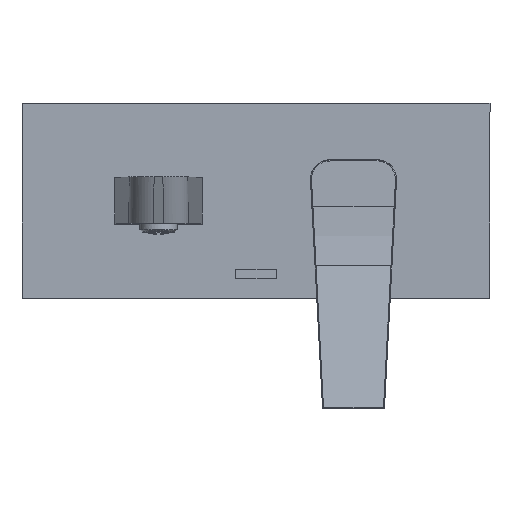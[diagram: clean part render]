
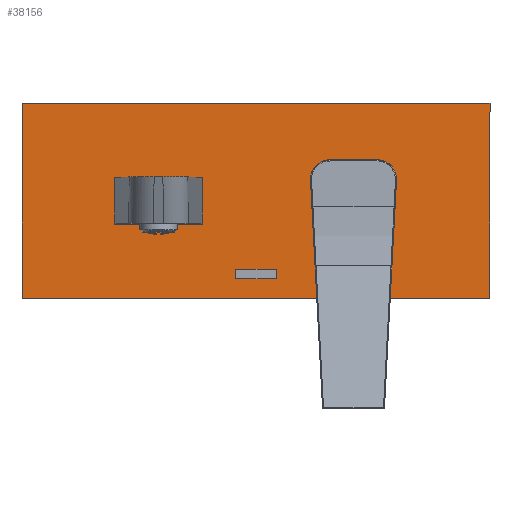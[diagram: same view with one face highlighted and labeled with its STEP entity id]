
A CAD part, top view. The second image highlights one B-rep face of the part: STEP entity #38156.
In plain terms, the highlighted planar face has unit normal (0, 0, 1).
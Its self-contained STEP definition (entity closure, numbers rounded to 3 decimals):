
#38 = CIRCLE ( 'NONE', #20015, 8.2 ) ;
#164 = DIRECTION ( 'NONE',  ( 0., 1., 0. ) ) ;
#512 = CARTESIAN_POINT ( 'NONE',  ( -170., 50., 52. ) ) ;
#1124 = CARTESIAN_POINT ( 'NONE',  ( 0., 21.25, 52. ) ) ;
#1229 = DIRECTION ( 'NONE',  ( 1., 0., 0. ) ) ;
#2145 = EDGE_CURVE ( 'NONE', #30359, #17938, #36817, .T. ) ;
#2603 = CARTESIAN_POINT ( 'NONE',  ( -115., -4., 52. ) ) ;
#3412 = CARTESIAN_POINT ( 'NONE',  ( -60.5, -35., 52. ) ) ;
#3552 = PLANE ( 'NONE',  #33419 ) ;
#3560 = VERTEX_POINT ( 'NONE', #25754 ) ;
#3609 = VECTOR ( 'NONE', #164, 1000. ) ;
#3857 = LINE ( 'NONE', #512, #10198 ) ;
#4033 = EDGE_CURVE ( 'NONE', #19659, #14352, #3857, .T. ) ;
#4161 = ORIENTED_EDGE ( 'NONE', *, *, #29065, .T. ) ;
#4167 = EDGE_CURVE ( 'NONE', #17938, #3560, #29396, .T. ) ;
#4769 = DIRECTION ( 'NONE',  ( 0., -1., 0. ) ) ;
#6235 = CARTESIAN_POINT ( 'NONE',  ( -39.5, 0., 52. ) ) ;
#6471 = VECTOR ( 'NONE', #9327, 1000. ) ;
#7742 = ORIENTED_EDGE ( 'NONE', *, *, #19127, .F. ) ;
#8223 = EDGE_LOOP ( 'NONE', ( #28787 ) ) ;
#8543 = VECTOR ( 'NONE', #14697, 1000. ) ;
#8732 = EDGE_LOOP ( 'NONE', ( #7742, #12596, #41195, #27293 ) ) ;
#9246 = CARTESIAN_POINT ( 'NONE',  ( -60.5, -40., 52. ) ) ;
#9327 = DIRECTION ( 'NONE',  ( -1., 0., 0. ) ) ;
#9329 = EDGE_CURVE ( 'NONE', #12692, #19659, #33676, .T. ) ;
#10198 = VECTOR ( 'NONE', #29285, 1000. ) ;
#11666 = EDGE_CURVE ( 'NONE', #39297, #12692, #16417, .T. ) ;
#12205 = DIRECTION ( 'NONE',  ( 0., 0., 1. ) ) ;
#12596 = ORIENTED_EDGE ( 'NONE', *, *, #40937, .F. ) ;
#12680 = DIRECTION ( 'NONE',  ( -1., 0., 0. ) ) ;
#12692 = VERTEX_POINT ( 'NONE', #39254 ) ;
#12751 = VECTOR ( 'NONE', #12680, 1000. ) ;
#14352 = VERTEX_POINT ( 'NONE', #20199 ) ;
#14415 = VERTEX_POINT ( 'NONE', #35763 ) ;
#14697 = DIRECTION ( 'NONE',  ( 0., 1., 0. ) ) ;
#14760 = CARTESIAN_POINT ( 'NONE',  ( 70., 50., 52. ) ) ;
#15047 = CARTESIAN_POINT ( 'NONE',  ( 70., -50., 52. ) ) ;
#15114 = DIRECTION ( 'NONE',  ( 0., -1., 0. ) ) ;
#16056 = FACE_BOUND ( 'NONE', #8223, .T. ) ;
#16085 = CIRCLE ( 'NONE', #32718, 2.45 ) ;
#16107 = VECTOR ( 'NONE', #4769, 1000. ) ;
#16184 = CARTESIAN_POINT ( 'NONE',  ( -100., 0., 52. ) ) ;
#16417 = LINE ( 'NONE', #34581, #12751 ) ;
#16901 = DIRECTION ( 'NONE',  ( 0., 0., -1. ) ) ;
#17938 = VERTEX_POINT ( 'NONE', #9246 ) ;
#18898 = LINE ( 'NONE', #19315, #6471 ) ;
#19127 = EDGE_CURVE ( 'NONE', #28364, #30359, #18898, .T. ) ;
#19315 = CARTESIAN_POINT ( 'NONE',  ( 10., -35., 52. ) ) ;
#19659 = VERTEX_POINT ( 'NONE', #23215 ) ;
#19670 = AXIS2_PLACEMENT_3D ( 'NONE', #33165, #16901, #38813 ) ;
#20015 = AXIS2_PLACEMENT_3D ( 'NONE', #16184, #37887, #38297 ) ;
#20199 = CARTESIAN_POINT ( 'NONE',  ( 70., 50., 52. ) ) ;
#22464 = ORIENTED_EDGE ( 'NONE', *, *, #9329, .F. ) ;
#22715 = FACE_BOUND ( 'NONE', #8732, .T. ) ;
#23215 = CARTESIAN_POINT ( 'NONE',  ( -170., 50., 52. ) ) ;
#23272 = DIRECTION ( 'NONE',  ( 0., -1., 0. ) ) ;
#23422 = EDGE_CURVE ( 'NONE', #24208, #24208, #38, .T. ) ;
#24208 = VERTEX_POINT ( 'NONE', #33808 ) ;
#25522 = EDGE_LOOP ( 'NONE', ( #4161 ) ) ;
#25754 = CARTESIAN_POINT ( 'NONE',  ( -39.5, -40., 52. ) ) ;
#26049 = FACE_BOUND ( 'NONE', #37573, .T. ) ;
#26253 = DIRECTION ( 'NONE',  ( 0., 1., 0. ) ) ;
#26336 = ORIENTED_EDGE ( 'NONE', *, *, #11666, .F. ) ;
#26867 = EDGE_LOOP ( 'NONE', ( #37025, #22464, #26336, #28400 ) ) ;
#27293 = ORIENTED_EDGE ( 'NONE', *, *, #2145, .F. ) ;
#28364 = VERTEX_POINT ( 'NONE', #40370 ) ;
#28400 = ORIENTED_EDGE ( 'NONE', *, *, #38247, .F. ) ;
#28787 = ORIENTED_EDGE ( 'NONE', *, *, #35781, .F. ) ;
#29065 = EDGE_CURVE ( 'NONE', #33596, #33596, #37656, .T. ) ;
#29285 = DIRECTION ( 'NONE',  ( 1., 0., 0. ) ) ;
#29382 = FACE_OUTER_BOUND ( 'NONE', #26867, .T. ) ;
#29396 = LINE ( 'NONE', #36482, #39484 ) ;
#29736 = CARTESIAN_POINT ( 'NONE',  ( -60.5, 0., 52. ) ) ;
#30359 = VERTEX_POINT ( 'NONE', #3412 ) ;
#31382 = CARTESIAN_POINT ( 'NONE',  ( -170., -50., 52. ) ) ;
#31653 = LINE ( 'NONE', #6235, #3609 ) ;
#32718 = AXIS2_PLACEMENT_3D ( 'NONE', #2603, #12205, #15114 ) ;
#33165 = CARTESIAN_POINT ( 'NONE',  ( 0., 0., 52. ) ) ;
#33419 = AXIS2_PLACEMENT_3D ( 'NONE', #38780, #35863, #26253 ) ;
#33536 = LINE ( 'NONE', #14760, #16107 ) ;
#33596 = VERTEX_POINT ( 'NONE', #1124 ) ;
#33676 = LINE ( 'NONE', #31382, #8543 ) ;
#33808 = CARTESIAN_POINT ( 'NONE',  ( -100., -8.2, 52. ) ) ;
#34581 = CARTESIAN_POINT ( 'NONE',  ( 70., -50., 52. ) ) ;
#35763 = CARTESIAN_POINT ( 'NONE',  ( -115., -6.45, 52. ) ) ;
#35781 = EDGE_CURVE ( 'NONE', #14415, #14415, #16085, .T. ) ;
#35863 = DIRECTION ( 'NONE',  ( 0., 0., -1. ) ) ;
#36062 = FACE_BOUND ( 'NONE', #25522, .T. ) ;
#36482 = CARTESIAN_POINT ( 'NONE',  ( 10., -40., 52. ) ) ;
#36793 = ORIENTED_EDGE ( 'NONE', *, *, #23422, .F. ) ;
#36817 = LINE ( 'NONE', #29736, #37757 ) ;
#37025 = ORIENTED_EDGE ( 'NONE', *, *, #4033, .F. ) ;
#37573 = EDGE_LOOP ( 'NONE', ( #36793 ) ) ;
#37656 = CIRCLE ( 'NONE', #19670, 21.25 ) ;
#37757 = VECTOR ( 'NONE', #23272, 1000. ) ;
#37887 = DIRECTION ( 'NONE',  ( 0., 0., 1. ) ) ;
#38156 = ADVANCED_FACE ( 'NONE', ( #29382, #36062, #26049, #16056, #22715 ), #3552, .F. ) ;
#38247 = EDGE_CURVE ( 'NONE', #14352, #39297, #33536, .T. ) ;
#38297 = DIRECTION ( 'NONE',  ( 0., -1., 0. ) ) ;
#38780 = CARTESIAN_POINT ( 'NONE',  ( 10., 0., 52. ) ) ;
#38813 = DIRECTION ( 'NONE',  ( 0., 1., 0. ) ) ;
#39254 = CARTESIAN_POINT ( 'NONE',  ( -170., -50., 52. ) ) ;
#39297 = VERTEX_POINT ( 'NONE', #15047 ) ;
#39484 = VECTOR ( 'NONE', #1229, 1000. ) ;
#40370 = CARTESIAN_POINT ( 'NONE',  ( -39.5, -35., 52. ) ) ;
#40937 = EDGE_CURVE ( 'NONE', #3560, #28364, #31653, .T. ) ;
#41195 = ORIENTED_EDGE ( 'NONE', *, *, #4167, .F. ) ;
